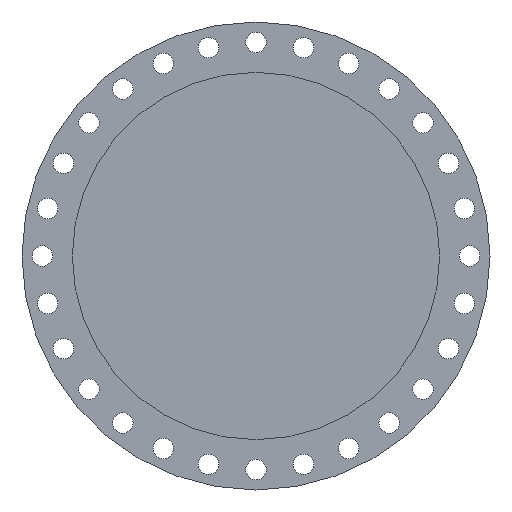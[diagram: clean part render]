
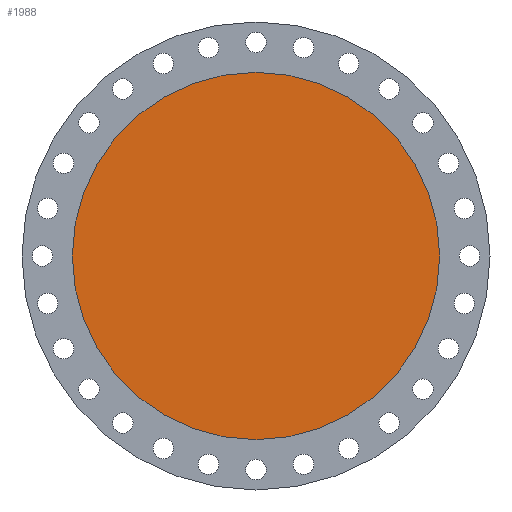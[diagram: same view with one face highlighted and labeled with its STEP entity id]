
A CAD part, left-side view. The second image highlights one B-rep face of the part: STEP entity #1988.
In plain terms, the highlighted planar face has unit normal (-1, 0, 0).
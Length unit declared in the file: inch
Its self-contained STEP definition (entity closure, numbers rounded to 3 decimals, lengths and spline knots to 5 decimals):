
#47 = DIRECTION ( 'NONE',  ( 0., 0., 1. ) ) ;
#78 = AXIS2_PLACEMENT_3D ( 'NONE', #1184, #286, #1710 ) ;
#286 = DIRECTION ( 'NONE',  ( -1., 0., 0. ) ) ;
#384 = VERTEX_POINT ( 'NONE', #1841 ) ;
#438 = PLANE ( 'NONE',  #78 ) ;
#456 = CARTESIAN_POINT ( 'NONE',  ( 0., 0., 16.875 ) ) ;
#515 = ORIENTED_EDGE ( 'NONE', *, *, #1240, .T. ) ;
#615 = AXIS2_PLACEMENT_3D ( 'NONE', #1961, #904, #47 ) ;
#877 = ORIENTED_EDGE ( 'NONE', *, *, #1843, .T. ) ;
#904 = DIRECTION ( 'NONE',  ( -1., 0., 0. ) ) ;
#1184 = CARTESIAN_POINT ( 'NONE',  ( 0., 0., 0. ) ) ;
#1240 = EDGE_CURVE ( 'NONE', #384, #1741, #1545, .T. ) ;
#1241 = CARTESIAN_POINT ( 'NONE',  ( 0., 0., 0. ) ) ;
#1365 = FACE_OUTER_BOUND ( 'NONE', #1653, .T. ) ;
#1545 = CIRCLE ( 'NONE', #1587, 16.875 ) ;
#1587 = AXIS2_PLACEMENT_3D ( 'NONE', #1241, #2144, #1940 ) ;
#1653 = EDGE_LOOP ( 'NONE', ( #877, #515 ) ) ;
#1710 = DIRECTION ( 'NONE',  ( 0., 0., 1. ) ) ;
#1741 = VERTEX_POINT ( 'NONE', #456 ) ;
#1841 = CARTESIAN_POINT ( 'NONE',  ( 0., 0., -16.875 ) ) ;
#1843 = EDGE_CURVE ( 'NONE', #1741, #384, #2041, .T. ) ;
#1940 = DIRECTION ( 'NONE',  ( 0., 0., 1. ) ) ;
#1961 = CARTESIAN_POINT ( 'NONE',  ( 0., 0., 0. ) ) ;
#1988 = ADVANCED_FACE ( 'NONE', ( #1365 ), #438, .T. ) ;
#2041 = CIRCLE ( 'NONE', #615, 16.875 ) ;
#2144 = DIRECTION ( 'NONE',  ( -1., 0., 0. ) ) ;
